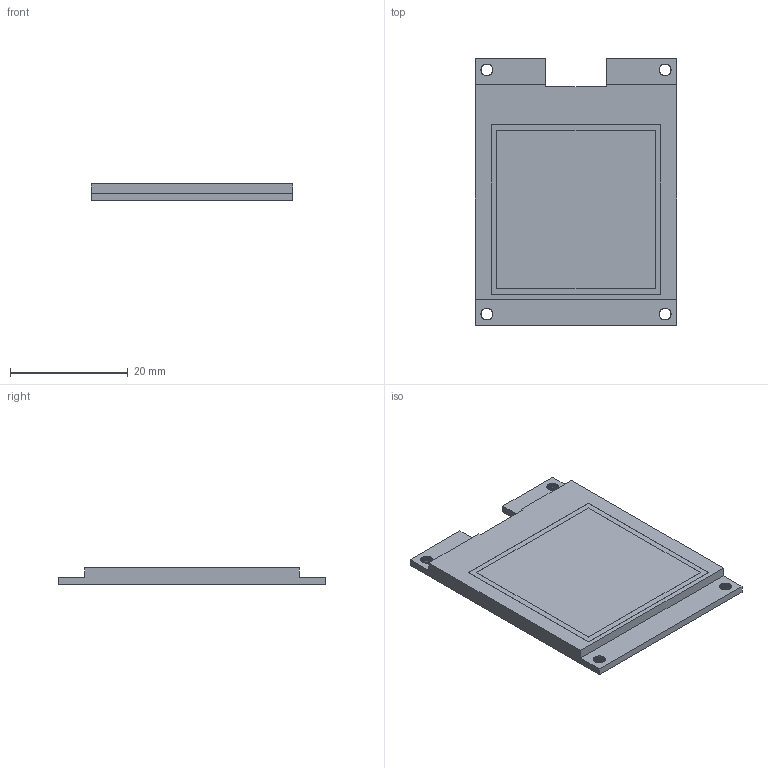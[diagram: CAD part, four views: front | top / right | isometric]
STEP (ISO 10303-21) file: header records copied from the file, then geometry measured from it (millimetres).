
FILE_DESCRIPTION(('FreeCAD Model'),'2;1');
FILE_NAME('Open CASCADE Shape Model','2024-10-09T14:31:32',(''),(''), 'Open CASCADE STEP processor 7.8','FreeCAD','Unknown');
FILE_SCHEMA(('AUTOMOTIVE_DESIGN { 1 0 10303 214 1 1 1 1 }'));
Length unit declared in the file: millimetre
Products named in the file (1): difference
Bounding box: 34.3 x 45.5 x 2.83 mm (x, y, z)
Volume: 3823.1 mm3; surface area: 3461.2 mm2
Topology: 1 solids, 1 shells, 826 faces, 2466 edges, 1644 vertices
Faces by surface type: plane 826
Entity records: 27208 total; most frequent: CARTESIAN_POINT 4937, ORIENTED_EDGE 4932, DIRECTION 4120, EDGE_CURVE 2466, LINE 2466, VECTOR 2466, VERTEX_POINT 1644, FACE_BOUND 836
